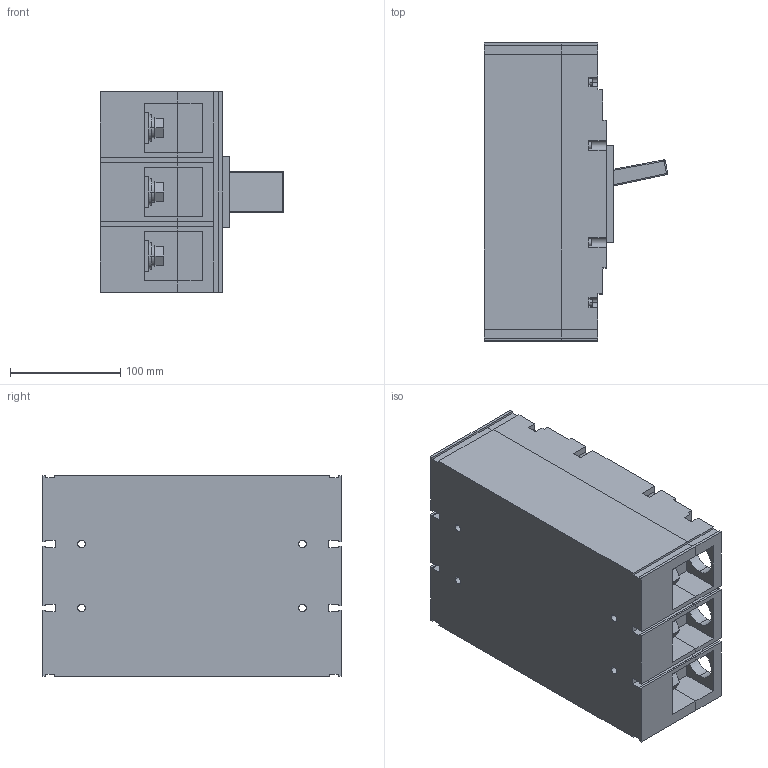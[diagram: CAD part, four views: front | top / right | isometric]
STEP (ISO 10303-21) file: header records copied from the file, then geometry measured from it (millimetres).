
FILE_DESCRIPTION (( 'STEP AP214' ), '1' );
FILE_NAME ('Âûêëþ÷àòåëü àâòîìàòè÷åñêèé ÂÀ-99M 630.STEP', '2017-11-24T10:13:46', ( '' ), ( '' ), 'SwSTEP 2.0', 'SolidWorks 2017', '' );
FILE_SCHEMA (( 'AUTOMOTIVE_DESIGN' ));
Length unit declared in the file: millimetre
Products named in the file (1): Âûêëþ÷àòåëü àâòîìàòè÷åñêèé ÂÀ-99M 630
Bounding box: 166.14 x 270 x 182 mm (x, y, z)
Volume: 4768298.9 mm3; surface area: 374761.1 mm2
Topology: 28 solids, 28 shells, 946 faces, 2440 edges, 1604 vertices
Faces by surface type: plane 676, bspline 161, cylinder 103, sphere 6
Entity records: 42770 total; most frequent: CARTESIAN_POINT 16852, ORIENTED_EDGE 4872, DIRECTION 3948, EDGE_CURVE 2436, VECTOR 1776, LINE 1776, VERTEX_POINT 1602, AXIS2_PLACEMENT_3D 1086
